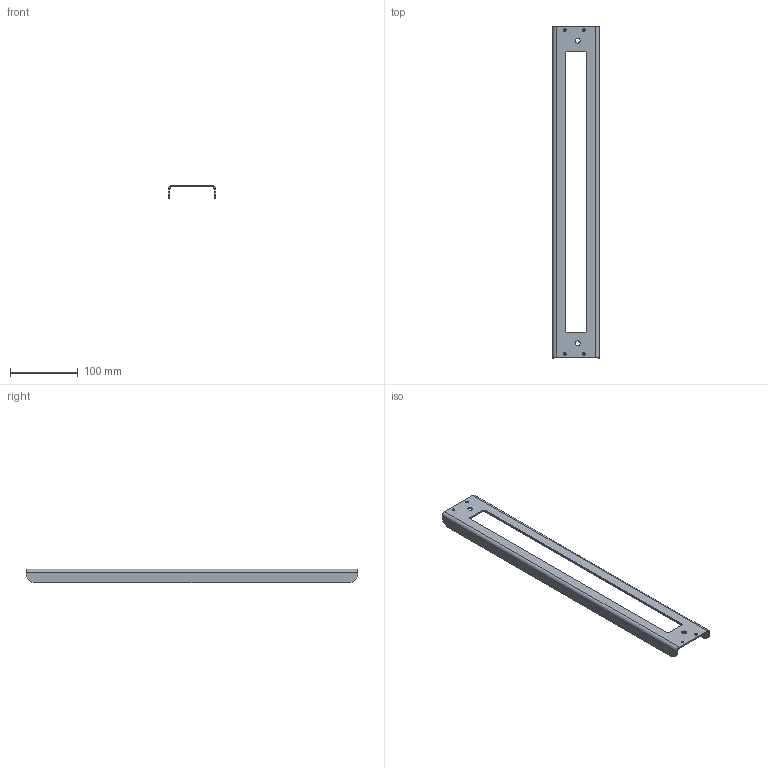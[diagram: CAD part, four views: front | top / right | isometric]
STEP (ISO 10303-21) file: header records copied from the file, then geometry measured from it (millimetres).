
FILE_DESCRIPTION(/* description */ (''),/* implementation_level */ '2;1');
FILE_NAME(/* name */ 'Aladdin_00287_01_v4.stp',/* time_stamp */ '2024-10-17T10:13:14+02:00',/* author */ (''),/* organization */ (''),/* preprocessor_version */ 'ST-DEVELOPER v19.4',/* originating_system */ 'SIEMENS PLM Software NX2306.9102',/* authorisation */ '');
FILE_SCHEMA (('AUTOMOTIVE_DESIGN { 1 0 10303 214 3 1 1 1 }'));
Length unit declared in the file: millimetre
Products named in the file (1): 00287_01_v4_objects
Bounding box: 69 x 490 x 20 mm (x, y, z)
Volume: 73291.8 mm3; surface area: 77555.5 mm2
Topology: 1 solids, 1 shells, 40 faces, 112 edges, 74 vertices
Faces by surface type: cylinder 18, plane 14, cone 8
Full cylindrical faces by diameter (mm): 3.5 x4, 7 x2
Entity records: 1240 total; most frequent: DIRECTION 218, CARTESIAN_POINT 201, ORIENTED_EDGE 184, EDGE_CURVE 92, AXIS2_PLACEMENT_3D 85, EDGE_LOOP 68, VERTEX_POINT 68, LINE 48
